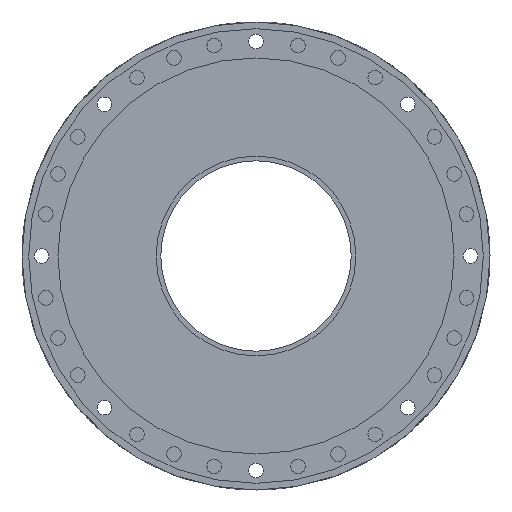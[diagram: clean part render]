
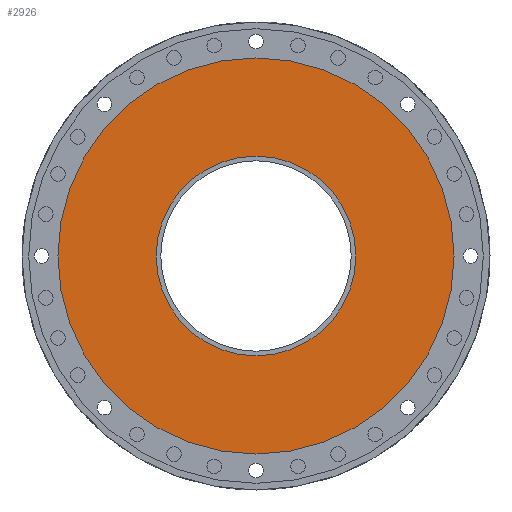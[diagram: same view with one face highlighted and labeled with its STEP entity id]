
A CAD part, left-side view. The second image highlights one B-rep face of the part: STEP entity #2926.
In plain terms, the highlighted planar face has unit normal (-1, 0, 0).
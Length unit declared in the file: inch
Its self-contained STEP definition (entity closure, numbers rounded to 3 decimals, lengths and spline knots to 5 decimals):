
#174 = FACE_OUTER_BOUND ( 'NONE', #1390, .T. ) ;
#273 = VERTEX_POINT ( 'NONE', #1533 ) ;
#711 = PLANE ( 'NONE',  #2247 ) ;
#857 = CIRCLE ( 'NONE', #6068, 1.27953 ) ;
#1390 = EDGE_LOOP ( 'NONE', ( #3399, #6299 ) ) ;
#1533 = CARTESIAN_POINT ( 'NONE',  ( 1.09703, 0.00148, -1.27953 ) ) ;
#1744 = EDGE_CURVE ( 'NONE', #273, #2900, #857, .T. ) ;
#1747 = AXIS2_PLACEMENT_3D ( 'NONE', #3103, #5096, #2654 ) ;
#1920 = CARTESIAN_POINT ( 'NONE',  ( 1.09703, 0.00148, 0. ) ) ;
#2167 = CARTESIAN_POINT ( 'NONE',  ( 1.09703, 0.00148, 0. ) ) ;
#2195 = DIRECTION ( 'NONE',  ( -1., 0., 0. ) ) ;
#2247 = AXIS2_PLACEMENT_3D ( 'NONE', #3071, #4674, #4155 ) ;
#2498 = ORIENTED_EDGE ( 'NONE', *, *, #4725, .F. ) ;
#2654 = DIRECTION ( 'NONE',  ( 0., 0., 1. ) ) ;
#2762 = CIRCLE ( 'NONE', #1747, 2.53937 ) ;
#2783 = AXIS2_PLACEMENT_3D ( 'NONE', #4630, #2195, #6187 ) ;
#2892 = ORIENTED_EDGE ( 'NONE', *, *, #1744, .F. ) ;
#2900 = VERTEX_POINT ( 'NONE', #4650 ) ;
#2926 = ADVANCED_FACE ( 'NONE', ( #5514, #174 ), #711, .F. ) ;
#2954 = EDGE_CURVE ( 'NONE', #3616, #5191, #2762, .T. ) ;
#3043 = CARTESIAN_POINT ( 'NONE',  ( 1.09703, 0.00148, -2.53937 ) ) ;
#3071 = CARTESIAN_POINT ( 'NONE',  ( 1.09703, 1.28101, 0. ) ) ;
#3103 = CARTESIAN_POINT ( 'NONE',  ( 1.09703, 0.00148, 0. ) ) ;
#3399 = ORIENTED_EDGE ( 'NONE', *, *, #4252, .T. ) ;
#3421 = AXIS2_PLACEMENT_3D ( 'NONE', #2167, #4118, #6078 ) ;
#3616 = VERTEX_POINT ( 'NONE', #3043 ) ;
#4118 = DIRECTION ( 'NONE',  ( -1., 0., 0. ) ) ;
#4155 = DIRECTION ( 'NONE',  ( 0., 0., -1. ) ) ;
#4252 = EDGE_CURVE ( 'NONE', #5191, #3616, #5370, .T. ) ;
#4564 = CARTESIAN_POINT ( 'NONE',  ( 1.09703, 0.00148, 2.53937 ) ) ;
#4630 = CARTESIAN_POINT ( 'NONE',  ( 1.09703, 0.00148, 0. ) ) ;
#4650 = CARTESIAN_POINT ( 'NONE',  ( 1.09703, 0.00148, 1.27953 ) ) ;
#4674 = DIRECTION ( 'NONE',  ( 1., 0., 0. ) ) ;
#4725 = EDGE_CURVE ( 'NONE', #2900, #273, #5646, .T. ) ;
#5018 = DIRECTION ( 'NONE',  ( 0., 0., 1. ) ) ;
#5096 = DIRECTION ( 'NONE',  ( -1., 0., 0. ) ) ;
#5191 = VERTEX_POINT ( 'NONE', #4564 ) ;
#5370 = CIRCLE ( 'NONE', #3421, 2.53937 ) ;
#5514 = FACE_BOUND ( 'NONE', #6148, .T. ) ;
#5646 = CIRCLE ( 'NONE', #2783, 1.27953 ) ;
#5890 = DIRECTION ( 'NONE',  ( -1., 0., 0. ) ) ;
#6068 = AXIS2_PLACEMENT_3D ( 'NONE', #1920, #5890, #5018 ) ;
#6078 = DIRECTION ( 'NONE',  ( 0., 0., 1. ) ) ;
#6148 = EDGE_LOOP ( 'NONE', ( #2498, #2892 ) ) ;
#6187 = DIRECTION ( 'NONE',  ( 0., 0., 1. ) ) ;
#6299 = ORIENTED_EDGE ( 'NONE', *, *, #2954, .T. ) ;
